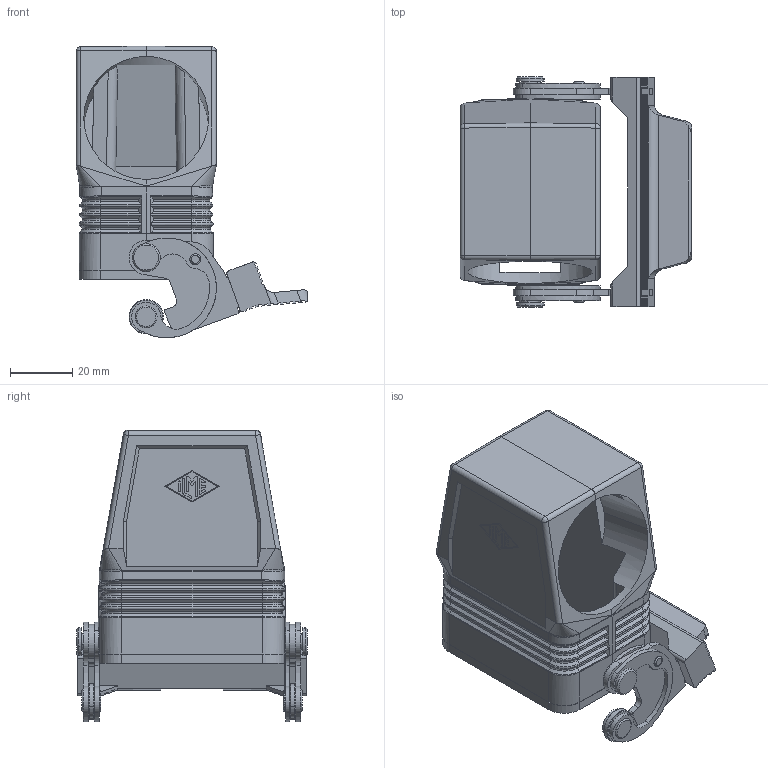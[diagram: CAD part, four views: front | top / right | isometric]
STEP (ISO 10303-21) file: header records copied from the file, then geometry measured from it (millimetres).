
FILE_DESCRIPTION(('Creo Elements/Direct Modeling STEP Export'),'2;1');
FILE_NAME('0ln7uvk45l4gpvu1592','2016-11-10T 9:03:15',(''),(''),'PTC Creo Elements/Direct Modeling STEP processor for AP214 (Solid Model)','PTC Creo Elements/Direct Modeling 19.0E 27-Jun-2016 (C) Parametric Technology GmbH','');
FILE_SCHEMA(('AUTOMOTIVE_DESIGN { 1 0 10303 214 1 1 1 1 }'));
Length unit declared in the file: millimetre
Products named in the file (2): MFO_06_LG40
Assembly tree (1 placements, depth 2):
  MFO_06_LG40
    MFO_06_LG40
Bounding box: 74.37 x 73.9 x 93.47 mm (x, y, z)
Volume: 70857.2 mm3; surface area: 40058.4 mm2
Topology: 1 solids, 5 shells, 768 faces, 1962 edges, 1227 vertices
Faces by surface type: plane 386, cylinder 238, bspline 108, torus 20, cone 12, sphere 4
Entity records: 38012 total; most frequent: CARTESIAN_POINT 14805, ORIENTED_EDGE 3900, DIRECTION 3130, EDGE_CURVE 1950, VERTEX_POINT 1227, VECTOR 1094, LINE 1094, AXIS2_PLACEMENT_3D 1018
